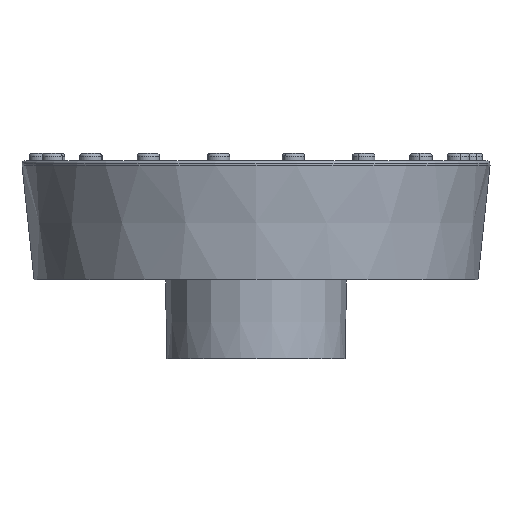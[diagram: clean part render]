
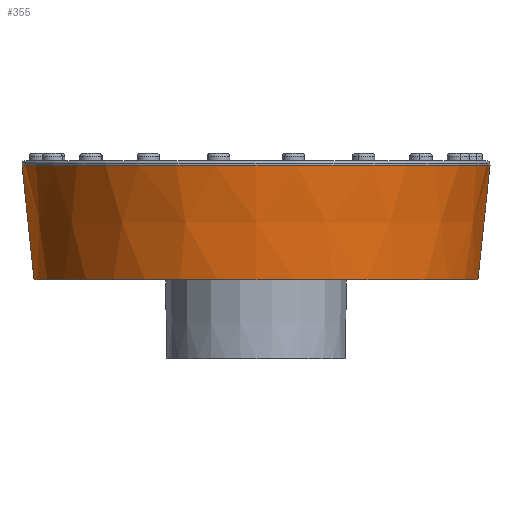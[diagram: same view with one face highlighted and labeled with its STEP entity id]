
A CAD part, front view. The second image highlights one B-rep face of the part: STEP entity #355.
In plain terms, the highlighted conical face has half-angle 6 degrees and reference radius 15.75 mm.
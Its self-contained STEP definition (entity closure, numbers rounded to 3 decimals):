
#20 = AXIS2_PLACEMENT_3D ( 'NONE', #501, #985, #3018 ) ;
#136 = VERTEX_POINT ( 'NONE', #1247 ) ;
#229 = EDGE_CURVE ( 'NONE', #2767, #719, #1227, .T. ) ;
#355 = ADVANCED_FACE ( 'NONE', ( #937 ), #2645, .T. ) ;
#362 = AXIS2_PLACEMENT_3D ( 'NONE', #2852, #2613, #2862 ) ;
#364 = CARTESIAN_POINT ( 'NONE',  ( -15.75, 0., -0.3 ) ) ;
#393 = CARTESIAN_POINT ( 'NONE',  ( 0., 0., -0.3 ) ) ;
#452 = AXIS2_PLACEMENT_3D ( 'NONE', #393, #2035, #616 ) ;
#501 = CARTESIAN_POINT ( 'NONE',  ( 0., 0., -8. ) ) ;
#616 = DIRECTION ( 'NONE',  ( 1., 0., 0. ) ) ;
#719 = VERTEX_POINT ( 'NONE', #1751 ) ;
#775 = ORIENTED_EDGE ( 'NONE', *, *, #978, .T. ) ;
#842 = CARTESIAN_POINT ( 'NONE',  ( -15.75, 0., -0.3 ) ) ;
#937 = FACE_OUTER_BOUND ( 'NONE', #1574, .T. ) ;
#978 = EDGE_CURVE ( 'NONE', #136, #2767, #1253, .T. ) ;
#985 = DIRECTION ( 'NONE',  ( 0., 0., 1. ) ) ;
#1103 = CARTESIAN_POINT ( 'NONE',  ( 14.941, 0., -8. ) ) ;
#1227 = LINE ( 'NONE', #1935, #3028 ) ;
#1247 = CARTESIAN_POINT ( 'NONE',  ( -14.941, 0., -8. ) ) ;
#1253 = CIRCLE ( 'NONE', #20, 14.941 ) ;
#1503 = ORIENTED_EDGE ( 'NONE', *, *, #229, .T. ) ;
#1509 = VERTEX_POINT ( 'NONE', #364 ) ;
#1574 = EDGE_LOOP ( 'NONE', ( #1946, #775, #1503, #1919 ) ) ;
#1631 = CIRCLE ( 'NONE', #452, 15.75 ) ;
#1724 = DIRECTION ( 'NONE',  ( 0.105, 0., 0.995 ) ) ;
#1751 = CARTESIAN_POINT ( 'NONE',  ( 15.75, 0., -0.3 ) ) ;
#1919 = ORIENTED_EDGE ( 'NONE', *, *, #2737, .F. ) ;
#1935 = CARTESIAN_POINT ( 'NONE',  ( 15.75, 0., -0.3 ) ) ;
#1946 = ORIENTED_EDGE ( 'NONE', *, *, #2708, .F. ) ;
#2035 = DIRECTION ( 'NONE',  ( 0., 0., 1. ) ) ;
#2248 = DIRECTION ( 'NONE',  ( -0.105, 0., 0.995 ) ) ;
#2265 = LINE ( 'NONE', #842, #2800 ) ;
#2613 = DIRECTION ( 'NONE',  ( 0., 0., 1. ) ) ;
#2645 = CONICAL_SURFACE ( 'NONE', #362, 15.75, 0.105 ) ;
#2708 = EDGE_CURVE ( 'NONE', #136, #1509, #2265, .T. ) ;
#2737 = EDGE_CURVE ( 'NONE', #1509, #719, #1631, .T. ) ;
#2767 = VERTEX_POINT ( 'NONE', #1103 ) ;
#2800 = VECTOR ( 'NONE', #2248, 1000. ) ;
#2852 = CARTESIAN_POINT ( 'NONE',  ( 0., 0., -0.3 ) ) ;
#2862 = DIRECTION ( 'NONE',  ( 1., 0., 0. ) ) ;
#3018 = DIRECTION ( 'NONE',  ( 1., 0., 0. ) ) ;
#3028 = VECTOR ( 'NONE', #1724, 1000. ) ;
